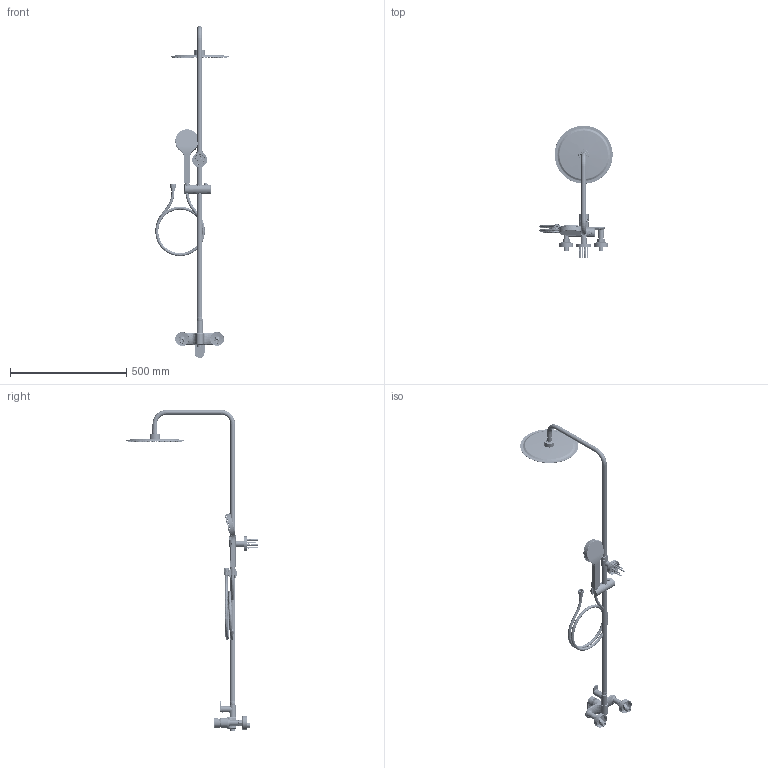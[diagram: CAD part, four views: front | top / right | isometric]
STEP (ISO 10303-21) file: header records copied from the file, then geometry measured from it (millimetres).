
FILE_DESCRIPTION((''),'2;1');
FILE_NAME('NP87-BAL7U_ASM','2025-06-26T',('Administrator'),(''),'PRO/ENGINEER BY PARAMETRIC TECHNOLOGY CORPORATION, 2010430','PRO/ENGINEER BY PARAMETRIC TECHNOLOGY CORPORATION, 2010430','');
FILE_SCHEMA(('CONFIG_CONTROL_DESIGN'));
Products named in the file (53): 2130176; 2510126; 2510022; 2510034; 2540006; 2050013; 2510104; 2120233; 2610361; 2610362; 2710087; 2020071; 2550021; 2550175; 2550022; 2070083; 2050232; 2220065; 2070031; 2210033; 2640148; 2710002; 2020004; 2020043; 2240156; 2070001; 2210001; 2050207; 2810058-1; 2810058-10; 2810058-4; 2810058-3; 2810058-5; 2810058-6; 2810058-7; 2810058-13; 2810058-8; 2810058-9; 2810058-17; 2810058-2 ...
Assembly tree (66 placements, depth 3):
  NP87-BAL7U_ASM
    2130176
    2510126  x2
    2510022  x2
    2510034  x2
    2540006  x2
    2050013  x2
    2510104  x2
    2120233
    2610361
    2610362
    2710087
    2020071
    2550021
    2550175
    2550022  x2
    2070083
    2050232
    2220065
    2070031
    2210033
    2640148
    2710002
    2020004
    2020043
    2240156
    2070001
    2210001
    2050207
    2810058_ASM
      2810058-1
      2810058-10
      2810058-4
      2810058-3
      2810058-5
      2810058-6
      2810058-7
      2810058-13
      2810058-8
      2810058-9
      2810058-17
      2810058-2
      2810058-12
      2810058-11
      2810058-14  x4
      2810058-15  x4
      2810058-16
    2070076
    2810052
    2860126_ASM
      2860126
      2860012-02  x2
    2660139
Bounding box: 315.9 x 570.04 x 1428.5 mm (x, y, z)
Volume: 1218758.7 mm3; surface area: 744218.1 mm2
Topology: 72 solids, 72 shells, 4743 faces, 11061 edges, 6935 vertices
Faces by surface type: plane 1753, cylinder 1665, cone 425, bspline 407, torus 405, sphere 71, extrusion 15, revolution 2
Entity records: 143873 total; most frequent: CARTESIAN_POINT 45880, DIRECTION 21217, ORIENTED_EDGE 19478, EDGE_CURVE 9739, AXIS2_PLACEMENT_3D 8597, VERTEX_POINT 6143, EDGE_LOOP 4896, CIRCLE 4533
